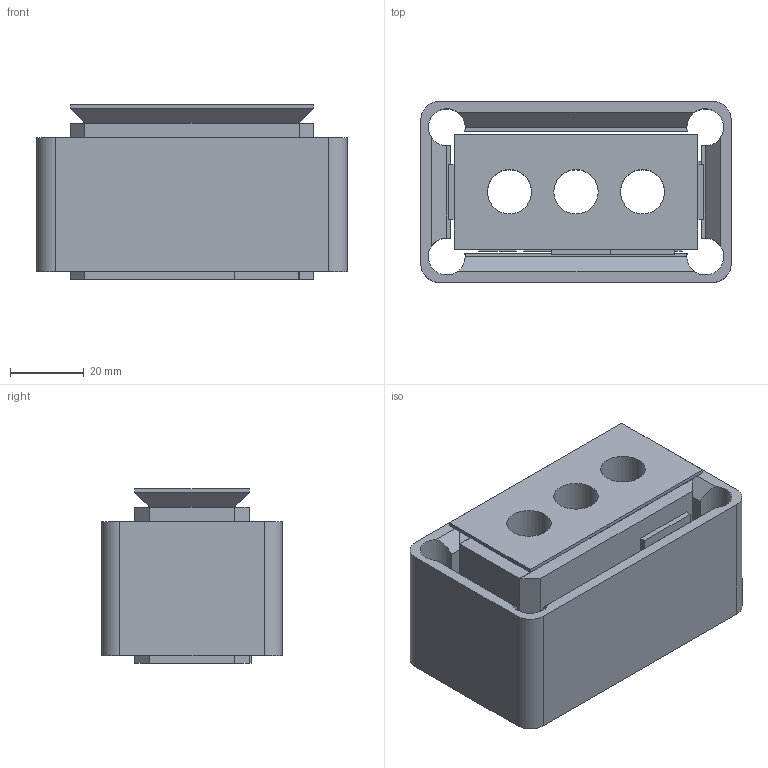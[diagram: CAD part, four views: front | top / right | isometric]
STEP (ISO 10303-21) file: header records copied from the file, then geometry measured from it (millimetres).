
FILE_DESCRIPTION(/* description */ (''),/* implementation_level */ '2;1');
FILE_NAME(/* name */ 'jig_dragon_beard_dust_cover_glueup_v5.step',/* time_stamp */ '2023-01-15T12:00:44-08:00',/* author */ (''),/* organization */ (''),/* preprocessor_version */ 'ST-DEVELOPER v19.2',/* originating_system */ 'Autodesk Translation Framework v11.17.0.187',/* authorisation */ '');
FILE_SCHEMA (('AUTOMOTIVE_DESIGN { 1 0 10303 214 3 1 1 }'));
Length unit declared in the file: millimetre
Products named in the file (1): jig_dragon_beard_dust_cover_glueup
Bounding box: 84 x 49 x 47.3 mm (x, y, z)
Volume: 127664.7 mm3; surface area: 54880.3 mm2
Topology: 6 solids, 6 shells, 118 faces, 299 edges, 198 vertices
Faces by surface type: plane 107, cylinder 11
Full cylindrical faces by diameter (mm): 12 x3
Entity records: 3564 total; most frequent: CARTESIAN_POINT 616, ORIENTED_EDGE 598, DIRECTION 579, EDGE_CURVE 299, LINE 257, VECTOR 257, VERTEX_POINT 198, AXIS2_PLACEMENT_3D 161
